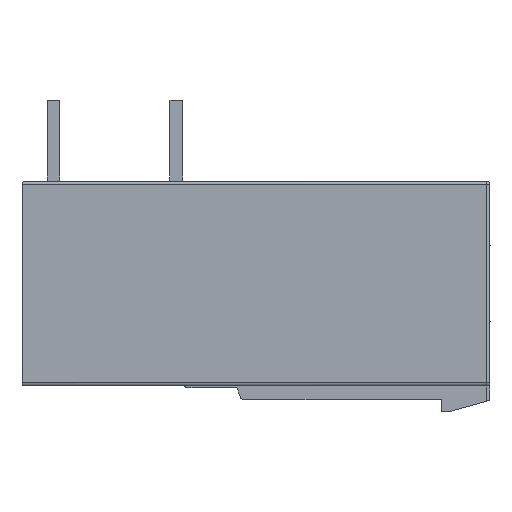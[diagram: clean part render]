
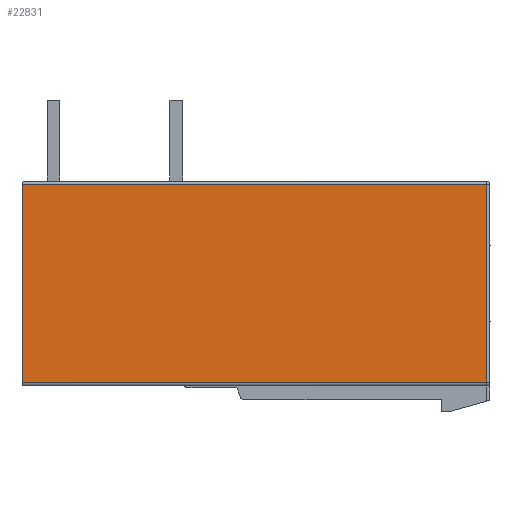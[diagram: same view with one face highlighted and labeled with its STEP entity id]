
A CAD part, front view. The second image highlights one B-rep face of the part: STEP entity #22831.
In plain terms, the highlighted planar face has unit normal (0, -1, 0).
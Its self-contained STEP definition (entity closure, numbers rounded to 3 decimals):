
#7842=DIRECTION('',(1.,0.,0.));
#7843=VECTOR('',#7842,28.8);
#7844=CARTESIAN_POINT('',(-11.15,-7.62,6.756));
#7845=LINE('',#7844,#7843);
#7846=DIRECTION('',(0.,0.,-1.));
#7847=VECTOR('',#7846,12.3);
#7848=CARTESIAN_POINT('',(17.65,-7.62,6.756));
#7849=LINE('',#7848,#7847);
#7850=DIRECTION('',(1.,0.,0.));
#7851=VECTOR('',#7850,28.8);
#7852=CARTESIAN_POINT('',(-11.15,-7.62,-5.544));
#7853=LINE('',#7852,#7851);
#8032=DIRECTION('',(0.,0.,1.));
#8033=VECTOR('',#8032,12.3);
#8034=CARTESIAN_POINT('',(-11.15,-7.62,-5.544));
#8035=LINE('',#8034,#8033);
#11917=CARTESIAN_POINT('',(-11.15,-7.62,-5.544));
#11918=VERTEX_POINT('',#11917);
#11925=CARTESIAN_POINT('',(-11.15,-7.62,6.756));
#11926=CARTESIAN_POINT('',(17.65,-7.62,6.756));
#11927=VERTEX_POINT('',#11925);
#11928=VERTEX_POINT('',#11926);
#11929=CARTESIAN_POINT('',(17.65,-7.62,-5.544));
#11930=VERTEX_POINT('',#11929);
#22818=CARTESIAN_POINT('',(17.85,-7.62,-5.744));
#22819=DIRECTION('',(0.,1.,0.));
#22820=DIRECTION('',(0.,0.,1.));
#22821=AXIS2_PLACEMENT_3D('',#22818,#22819,#22820);
#22822=PLANE('',#22821);
#22823=ORIENTED_EDGE('',*,*,#22786,.T.);
#22824=ORIENTED_EDGE('',*,*,#22809,.T.);
#22826=ORIENTED_EDGE('',*,*,#22825,.F.);
#22828=ORIENTED_EDGE('',*,*,#22827,.T.);
#22829=EDGE_LOOP('',(#22823,#22824,#22826,#22828));
#22830=FACE_OUTER_BOUND('',#22829,.F.);
#22831=ADVANCED_FACE('',(#22830),#22822,.F.);
#22786=EDGE_CURVE('',#11927,#11928,#7845,.T.);
#22809=EDGE_CURVE('',#11928,#11930,#7849,.T.);
#22825=EDGE_CURVE('',#11918,#11930,#7853,.T.);
#22827=EDGE_CURVE('',#11918,#11927,#8035,.T.);
